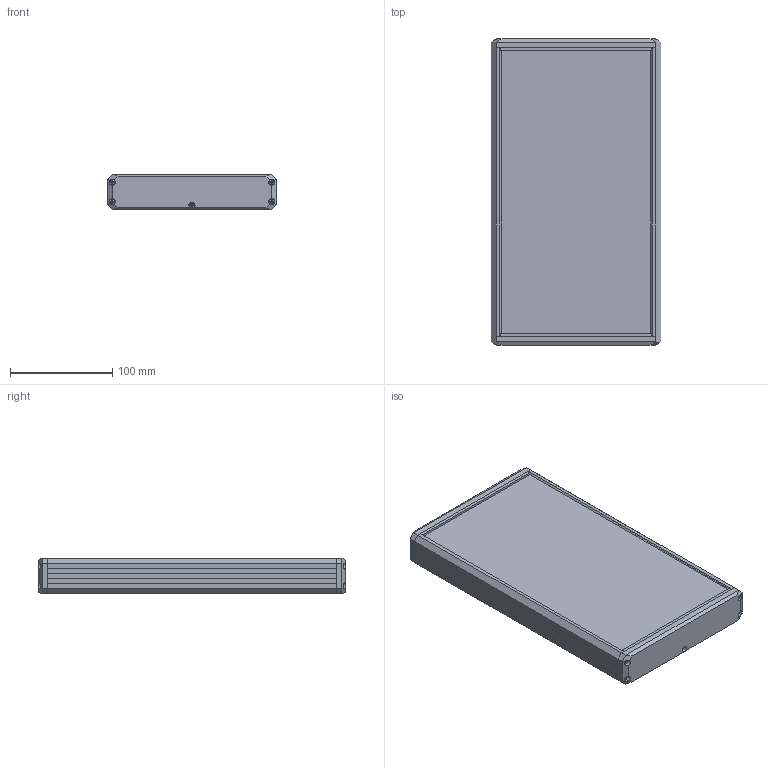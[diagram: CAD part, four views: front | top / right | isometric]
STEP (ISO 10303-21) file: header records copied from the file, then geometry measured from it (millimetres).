
FILE_DESCRIPTION(/* description */ (''),/* implementation_level */ '2;1');
FILE_NAME(/* name */ '1501101200 - DB 2300.stp',/* time_stamp */ '2019-09-11T14:56:19+02:00',/* author */ ('alexander.rose'),/* organization */ (''),/* preprocessor_version */ 'ST-DEVELOPER v17',/* originating_system */ 'Autodesk Inventor 2019',/* authorisation */ '');
FILE_SCHEMA (('AUTOMOTIVE_DESIGN { 1 0 10303 214 3 1 1 }'));
Length unit declared in the file: millimetre
Products named in the file (6): 1501101200 - DB 2300; Profil DB 2 166x35 _ konfigurierbar; Frontplatte DB 2 _ konfigurierbar; 1520100302-Kappe DB 2; WUERTH 013729 13 self-tapping screw  DIN 7983 ST2.9x13-C-H VORDEF A2S
 ST; 1990000000 - C2,9 x 13 (DIN 7983)2
Assembly tree (14 placements, depth 2):
  1501101200 - DB 2300
    Profil DB 2 166x35 _ konfigurierbar
    Frontplatte DB 2 _ konfigurierbar
    1520100302-Kappe DB 2  x2
    WUERTH 013729 13 self-tapping screw  DIN 7983 ST2.9x13-C-H VORDEF A2S
 ST  x5
    1990000000 - C2,9 x 13 (DIN 7983)2  x5
Bounding box: 166 x 300 x 35 mm (x, y, z)
Volume: 386533.3 mm3; surface area: 309608.4 mm2
Topology: 14 solids, 14 shells, 728 faces, 2126 edges, 1424 vertices
Faces by surface type: plane 535, cone 124, cylinder 49, torus 10, bspline 10
Full cylindrical faces by diameter (mm): 2.9 x10, 5.5 x10
Entity records: 12391 total; most frequent: CARTESIAN_POINT 2386, ORIENTED_EDGE 2104, DIRECTION 1971, EDGE_CURVE 1052, LINE 791, VECTOR 791, VERTEX_POINT 703, AXIS2_PLACEMENT_3D 590
